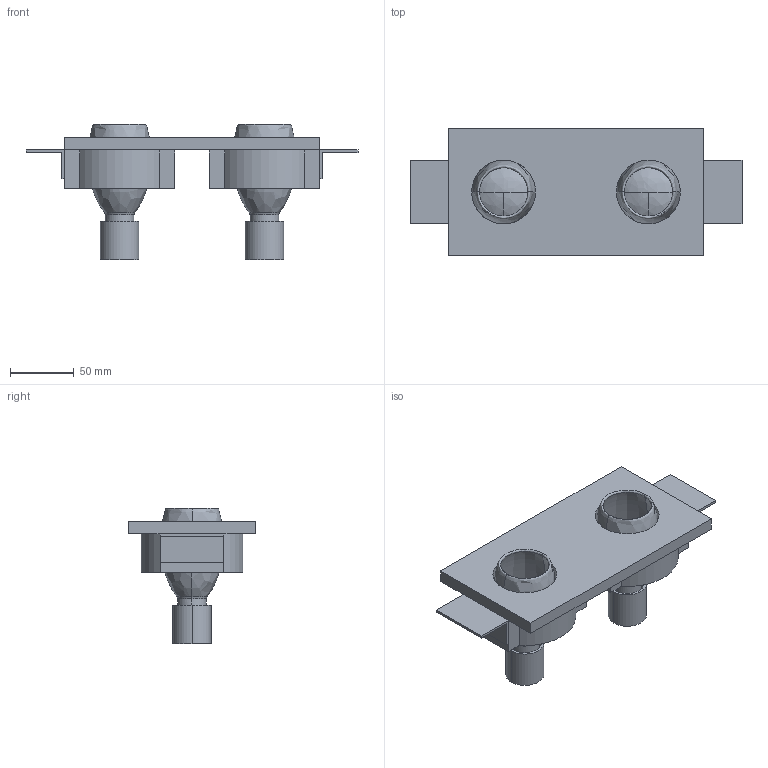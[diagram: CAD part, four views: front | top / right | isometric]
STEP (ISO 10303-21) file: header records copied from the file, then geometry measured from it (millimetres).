
FILE_DESCRIPTION(/* description */ (''),/* implementation_level */ '2;1');
FILE_NAME(/* name */ 'LELANT~1',/* time_stamp */ '2020-11-12T10:52:06+01:00',/* author */ (''),/* organization */ (''),/* preprocessor_version */ 'ST-DEVELOPER v16.5',/* originating_system */ '',/* authorisation */ '');
FILE_SCHEMA (('AUTOMOTIVE_DESIGN'));
Length unit declared in the file: millimetre
Products named in the file (1): Document
Bounding box: 260 x 100 x 105.82 mm (x, y, z)
Volume: 408415.8 mm3; surface area: 157564.5 mm2
Topology: 17 solids, 17 shells, 344 faces, 784 edges, 476 vertices
Faces by surface type: bspline 204, plane 140
Entity records: 15257 total; most frequent: CARTESIAN_POINT 10417, ORIENTED_EDGE 1528, EDGE_CURVE 764, VERTEX_POINT 476, EDGE_LOOP 374, B_SPLINE_CURVE_WITH_KNOTS 350, ADVANCED_FACE 344, FACE_OUTER_BOUND 344
